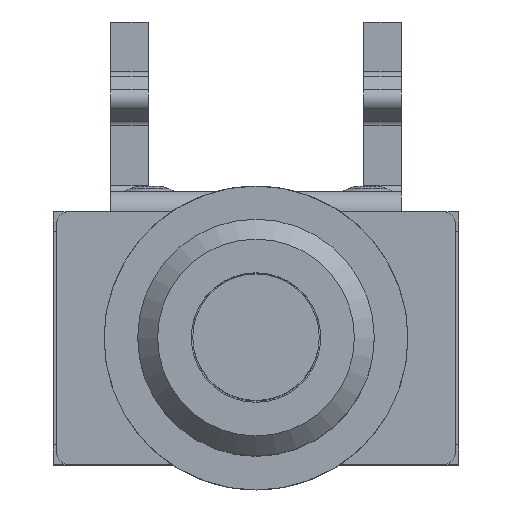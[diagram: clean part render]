
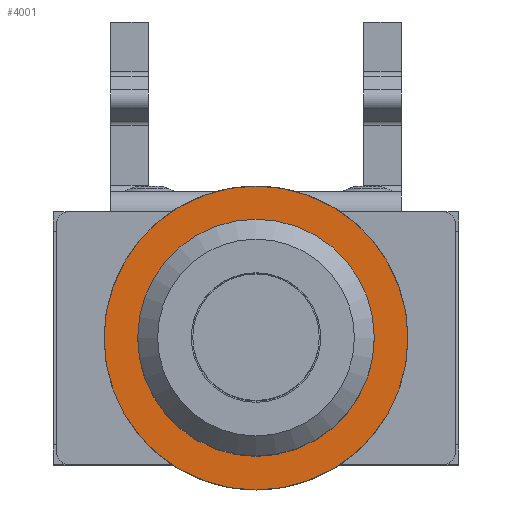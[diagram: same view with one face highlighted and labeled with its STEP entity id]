
A CAD part, top view. The second image highlights one B-rep face of the part: STEP entity #4001.
In plain terms, the highlighted planar face has unit normal (0, 0, 1).
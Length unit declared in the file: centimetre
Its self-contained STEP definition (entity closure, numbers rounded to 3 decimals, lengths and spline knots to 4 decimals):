
#39=FACE_BOUND('',#440,.T.);
#58=PLANE('',#4251);
#213=FACE_OUTER_BOUND('',#439,.T.);
#439=EDGE_LOOP('',(#2743));
#440=EDGE_LOOP('',(#2744));
#1580=CIRCLE('',#4246,0.2375);
#1583=CIRCLE('',#4252,0.305);
#1730=VERTEX_POINT('',#5817);
#1733=VERTEX_POINT('',#5828);
#2121=EDGE_CURVE('',#1730,#1730,#1580,.T.);
#2125=EDGE_CURVE('',#1733,#1733,#1583,.T.);
#2743=ORIENTED_EDGE('',*,*,#2125,.F.);
#2744=ORIENTED_EDGE('',*,*,#2121,.T.);
#4001=ADVANCED_FACE('',(#213,#39),#58,.F.);
#4246=AXIS2_PLACEMENT_3D('',#5819,#4633,#4634);
#4251=AXIS2_PLACEMENT_3D('',#5827,#4644,#4645);
#4252=AXIS2_PLACEMENT_3D('',#5829,#4646,#4647);
#4633=DIRECTION('center_axis',(0.,0.,
-1.));
#4634=DIRECTION('ref_axis',(1.,0.,0.));
#4644=DIRECTION('center_axis',(0.,0.,
-1.));
#4645=DIRECTION('ref_axis',(1.,0.,0.));
#4646=DIRECTION('center_axis',(0.,0.,
-1.));
#4647=DIRECTION('ref_axis',(1.,0.,0.));
#5817=CARTESIAN_POINT('',(-0.2375,0.,0.825));
#5819=CARTESIAN_POINT('Origin',(0.,0.,
0.825));
#5827=CARTESIAN_POINT('Origin',(0.,0.,
0.825));
#5828=CARTESIAN_POINT('',(-0.305,0.,0.825));
#5829=CARTESIAN_POINT('Origin',(0.,0.,
0.825));
